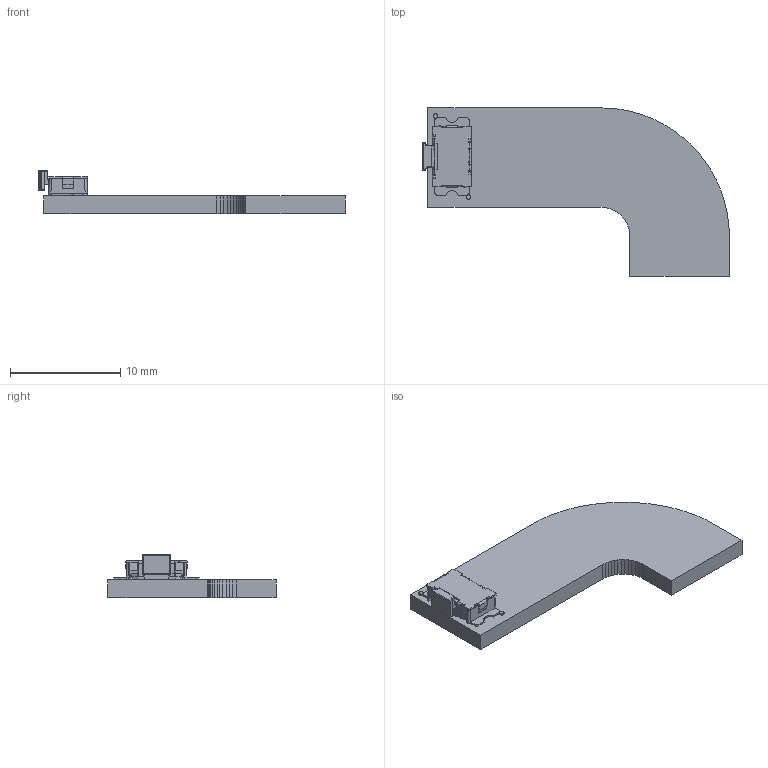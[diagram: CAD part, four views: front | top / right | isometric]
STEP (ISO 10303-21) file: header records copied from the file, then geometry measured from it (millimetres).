
FILE_DESCRIPTION(('KiCad electronic assembly'),'2;1');
FILE_NAME('vb125c1_button_board.step','2023-05-23T20:59:51',('Pcbnew'),( 'Kicad'),'Open CASCADE STEP processor 7.6','KiCad to STEP converter' ,'Unknown');
FILE_SCHEMA(('AUTOMOTIVE_DESIGN { 1 0 10303 214 1 1 1 1 }'));
Length unit declared in the file: millimetre
Products named in the file (4): vb125c1_button_board 1; KSS331; COMPOUND; PCB
Assembly tree (3 placements, depth 3):
  vb125c1_button_board 1
    KSS331
      COMPOUND
    PCB
Bounding box: 27.76 x 15.23 x 3.9 mm (x, y, z)
Volume: 438.7 mm3; surface area: 779.8 mm2
Topology: 1 solids, 3 shells, 400 faces, 1101 edges, 709 vertices
Faces by surface type: plane 254, cylinder 100, sphere 40, torus 4, cone 2
Entity records: 34127 total; most frequent: CARTESIAN_POINT 17436, B_SPLINE_CURVE_WITH_KNOTS 2702, ORIENTED_EDGE 2160, PCURVE 2160, DEFINITIONAL_REPRESENTATION 2160, DIRECTION 1385, EDGE_CURVE 1099, SURFACE_CURVE 1099
